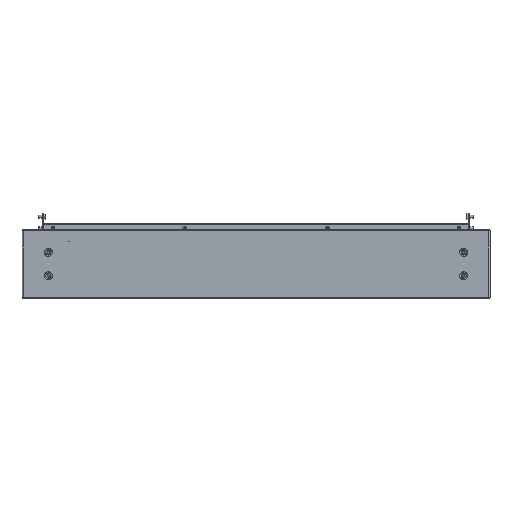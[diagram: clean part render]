
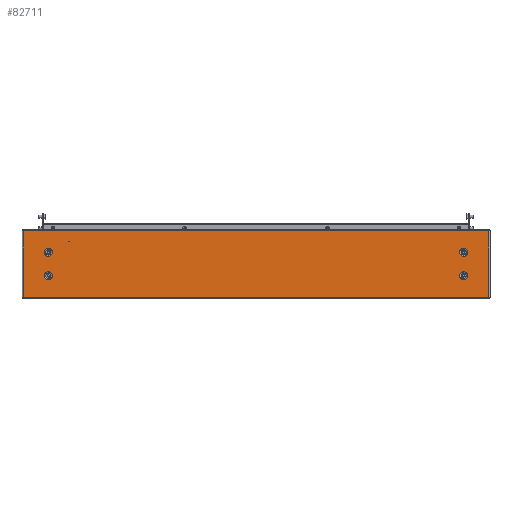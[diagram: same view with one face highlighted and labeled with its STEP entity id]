
A CAD part, top view. The second image highlights one B-rep face of the part: STEP entity #82711.
In plain terms, the highlighted planar face has unit normal (0, 0, 1).
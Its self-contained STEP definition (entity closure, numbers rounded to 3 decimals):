
#88 = CARTESIAN_POINT ( 'NONE',  ( 495.1, -71.529, 0. ) ) ;
#140 = CIRCLE ( 'NONE', #21140, 8.443 ) ;
#247 = DIRECTION ( 'NONE',  ( 0., 0., 1. ) ) ;
#509 = CARTESIAN_POINT ( 'NONE',  ( 441.5, -25., 0. ) ) ;
#1299 = DIRECTION ( 'NONE',  ( 0., 1., 0. ) ) ;
#1785 = CARTESIAN_POINT ( 'NONE',  ( 441.5, 25., 0. ) ) ;
#2160 = VECTOR ( 'NONE', #19094, 1000. ) ;
#2576 = VERTEX_POINT ( 'NONE', #56742 ) ;
#2609 = ORIENTED_EDGE ( 'NONE', *, *, #20633, .T. ) ;
#2650 = ORIENTED_EDGE ( 'NONE', *, *, #47423, .T. ) ;
#3394 = AXIS2_PLACEMENT_3D ( 'NONE', #19523, #247, #45773 ) ;
#3497 = CARTESIAN_POINT ( 'NONE',  ( -441.5, -25., 0. ) ) ;
#4567 = DIRECTION ( 'NONE',  ( 0., 0., 1. ) ) ;
#4624 = DIRECTION ( 'NONE',  ( 0., 0., 1. ) ) ;
#6590 = CIRCLE ( 'NONE', #66274, 8.443 ) ;
#6865 = EDGE_CURVE ( 'NONE', #19762, #75214, #45247, .T. ) ;
#7015 = DIRECTION ( 'NONE',  ( 0., 0., 1. ) ) ;
#7523 = CIRCLE ( 'NONE', #61400, 0.5 ) ;
#7801 = CARTESIAN_POINT ( 'NONE',  ( -495.1, 70.6, 0. ) ) ;
#8954 = AXIS2_PLACEMENT_3D ( 'NONE', #74222, #16603, #42513 ) ;
#9026 = CARTESIAN_POINT ( 'NONE',  ( -441.5, 25., 0. ) ) ;
#9742 = EDGE_CURVE ( 'NONE', #47221, #42581, #7523, .T. ) ;
#10221 = EDGE_CURVE ( 'NONE', #77761, #15164, #45203, .T. ) ;
#10345 = VERTEX_POINT ( 'NONE', #22491 ) ;
#10916 = CARTESIAN_POINT ( 'NONE',  ( -496.029, -70.6, 0. ) ) ;
#11333 = LINE ( 'NONE', #61386, #75103 ) ;
#11791 = EDGE_LOOP ( 'NONE', ( #25590, #2609, #32843, #44876 ) ) ;
#11893 = CARTESIAN_POINT ( 'NONE',  ( -441.5, -16.557, 0. ) ) ;
#13279 = ORIENTED_EDGE ( 'NONE', *, *, #6865, .F. ) ;
#14092 = AXIS2_PLACEMENT_3D ( 'NONE', #43239, #4567, #69491 ) ;
#14119 = CARTESIAN_POINT ( 'NONE',  ( 495.1, -70.6, 0. ) ) ;
#14345 = CIRCLE ( 'NONE', #70711, 0.5 ) ;
#14588 = CARTESIAN_POINT ( 'NONE',  ( 441.5, 16.557, 0. ) ) ;
#15164 = VERTEX_POINT ( 'NONE', #70595 ) ;
#15917 = VECTOR ( 'NONE', #56196, 1000. ) ;
#15949 = DIRECTION ( 'NONE',  ( -1., 0., 0. ) ) ;
#16603 = DIRECTION ( 'NONE',  ( 0., 0., 1. ) ) ;
#16806 = CARTESIAN_POINT ( 'NONE',  ( 441.5, -33.443, 0. ) ) ;
#17247 = CARTESIAN_POINT ( 'NONE',  ( 441.5, -16.557, 0. ) ) ;
#18914 = LINE ( 'NONE', #10916, #15917 ) ;
#19094 = DIRECTION ( 'NONE',  ( 0., 1., 0. ) ) ;
#19238 = DIRECTION ( 'NONE',  ( -1., 0., 0. ) ) ;
#19523 = CARTESIAN_POINT ( 'NONE',  ( -441.5, 25., 0. ) ) ;
#19762 = VERTEX_POINT ( 'NONE', #56013 ) ;
#20633 = EDGE_CURVE ( 'NONE', #2576, #62719, #18914, .T. ) ;
#21140 = AXIS2_PLACEMENT_3D ( 'NONE', #9026, #79930, #80494 ) ;
#21568 = DIRECTION ( 'NONE',  ( 0., 1., 0. ) ) ;
#21787 = ORIENTED_EDGE ( 'NONE', *, *, #10221, .F. ) ;
#22138 = EDGE_LOOP ( 'NONE', ( #48451, #36456 ) ) ;
#22491 = CARTESIAN_POINT ( 'NONE',  ( 495.1, 70.6, 0. ) ) ;
#22713 = DIRECTION ( 'NONE',  ( -1., 0., 0. ) ) ;
#22850 = AXIS2_PLACEMENT_3D ( 'NONE', #35949, #81157, #74433 ) ;
#23232 = CARTESIAN_POINT ( 'NONE',  ( -397.5, 48., 0. ) ) ;
#23498 = DIRECTION ( 'NONE',  ( 0., 1., 0. ) ) ;
#24746 = VERTEX_POINT ( 'NONE', #53563 ) ;
#25451 = AXIS2_PLACEMENT_3D ( 'NONE', #27571, #79245, #1299 ) ;
#25590 = ORIENTED_EDGE ( 'NONE', *, *, #78206, .T. ) ;
#25663 = AXIS2_PLACEMENT_3D ( 'NONE', #3497, #4624, #23498 ) ;
#27571 = CARTESIAN_POINT ( 'NONE',  ( 441.5, -25., 0. ) ) ;
#29344 = CIRCLE ( 'NONE', #53542, 8.443 ) ;
#29415 = EDGE_CURVE ( 'NONE', #62719, #10345, #43471, .T. ) ;
#29480 = PLANE ( 'NONE',  #22850 ) ;
#29775 = EDGE_CURVE ( 'NONE', #75214, #19762, #74350, .T. ) ;
#31063 = FACE_OUTER_BOUND ( 'NONE', #11791, .T. ) ;
#31890 = DIRECTION ( 'NONE',  ( 0., 0., -1. ) ) ;
#32843 = ORIENTED_EDGE ( 'NONE', *, *, #29415, .T. ) ;
#33798 = ORIENTED_EDGE ( 'NONE', *, *, #81345, .F. ) ;
#33882 = EDGE_CURVE ( 'NONE', #24746, #44957, #55420, .T. ) ;
#34263 = ORIENTED_EDGE ( 'NONE', *, *, #71465, .F. ) ;
#35949 = CARTESIAN_POINT ( 'NONE',  ( 0., 0., 0. ) ) ;
#36456 = ORIENTED_EDGE ( 'NONE', *, *, #33882, .F. ) ;
#40780 = EDGE_CURVE ( 'NONE', #52005, #77789, #29344, .T. ) ;
#40797 = CARTESIAN_POINT ( 'NONE',  ( -441.5, 33.443, 0. ) ) ;
#42513 = DIRECTION ( 'NONE',  ( 0., 1., 0. ) ) ;
#42581 = VERTEX_POINT ( 'NONE', #50073 ) ;
#43239 = CARTESIAN_POINT ( 'NONE',  ( -441.5, -25., 0. ) ) ;
#43471 = LINE ( 'NONE', #88, #2160 ) ;
#43985 = EDGE_CURVE ( 'NONE', #44957, #24746, #140, .T. ) ;
#44284 = CIRCLE ( 'NONE', #25451, 8.443 ) ;
#44876 = ORIENTED_EDGE ( 'NONE', *, *, #45891, .T. ) ;
#44957 = VERTEX_POINT ( 'NONE', #40797 ) ;
#45203 = CIRCLE ( 'NONE', #8954, 8.443 ) ;
#45247 = CIRCLE ( 'NONE', #14092, 8.443 ) ;
#45773 = DIRECTION ( 'NONE',  ( 0., 1., 0. ) ) ;
#45891 = EDGE_CURVE ( 'NONE', #10345, #80702, #11333, .T. ) ;
#46277 = FACE_BOUND ( 'NONE', #22138, .T. ) ;
#47048 = DIRECTION ( 'NONE',  ( 0., 0., 1. ) ) ;
#47221 = VERTEX_POINT ( 'NONE', #60489 ) ;
#47250 = FACE_BOUND ( 'NONE', #73345, .T. ) ;
#47423 = EDGE_CURVE ( 'NONE', #42581, #47221, #14345, .T. ) ;
#48451 = ORIENTED_EDGE ( 'NONE', *, *, #43985, .F. ) ;
#50073 = CARTESIAN_POINT ( 'NONE',  ( -397., 48., 0. ) ) ;
#50172 = ORIENTED_EDGE ( 'NONE', *, *, #40780, .F. ) ;
#50358 = CARTESIAN_POINT ( 'NONE',  ( -397.5, 48., 0. ) ) ;
#52005 = VERTEX_POINT ( 'NONE', #17247 ) ;
#53414 = DIRECTION ( 'NONE',  ( 0., -1., 0. ) ) ;
#53542 = AXIS2_PLACEMENT_3D ( 'NONE', #509, #7015, #65766 ) ;
#53563 = CARTESIAN_POINT ( 'NONE',  ( -441.5, 16.557, 0. ) ) ;
#55420 = CIRCLE ( 'NONE', #3394, 8.443 ) ;
#56013 = CARTESIAN_POINT ( 'NONE',  ( -441.5, -33.443, 0. ) ) ;
#56196 = DIRECTION ( 'NONE',  ( 1., 0., 0. ) ) ;
#56742 = CARTESIAN_POINT ( 'NONE',  ( -495.1, -70.6, 0. ) ) ;
#57442 = VECTOR ( 'NONE', #53414, 1000. ) ;
#58429 = ORIENTED_EDGE ( 'NONE', *, *, #29775, .F. ) ;
#60328 = FACE_BOUND ( 'NONE', #63146, .T. ) ;
#60489 = CARTESIAN_POINT ( 'NONE',  ( -398., 48., 0. ) ) ;
#61386 = CARTESIAN_POINT ( 'NONE',  ( 496.029, 70.6, 0. ) ) ;
#61400 = AXIS2_PLACEMENT_3D ( 'NONE', #23232, #68163, #15949 ) ;
#62530 = EDGE_LOOP ( 'NONE', ( #50172, #33798 ) ) ;
#62719 = VERTEX_POINT ( 'NONE', #14119 ) ;
#63146 = EDGE_LOOP ( 'NONE', ( #58429, #13279 ) ) ;
#64370 = FACE_BOUND ( 'NONE', #62530, .T. ) ;
#64839 = EDGE_LOOP ( 'NONE', ( #65503, #2650 ) ) ;
#65503 = ORIENTED_EDGE ( 'NONE', *, *, #9742, .T. ) ;
#65766 = DIRECTION ( 'NONE',  ( 0., 1., 0. ) ) ;
#66274 = AXIS2_PLACEMENT_3D ( 'NONE', #1785, #47048, #21568 ) ;
#68163 = DIRECTION ( 'NONE',  ( 0., 0., -1. ) ) ;
#69491 = DIRECTION ( 'NONE',  ( 0., 1., 0. ) ) ;
#70595 = CARTESIAN_POINT ( 'NONE',  ( 441.5, 33.443, 0. ) ) ;
#70711 = AXIS2_PLACEMENT_3D ( 'NONE', #50358, #31890, #19238 ) ;
#71465 = EDGE_CURVE ( 'NONE', #15164, #77761, #6590, .T. ) ;
#73345 = EDGE_LOOP ( 'NONE', ( #34263, #21787 ) ) ;
#74222 = CARTESIAN_POINT ( 'NONE',  ( 441.5, 25., 0. ) ) ;
#74350 = CIRCLE ( 'NONE', #25663, 8.443 ) ;
#74433 = DIRECTION ( 'NONE',  ( 1., 0., 0. ) ) ;
#75103 = VECTOR ( 'NONE', #22713, 1000. ) ;
#75214 = VERTEX_POINT ( 'NONE', #11893 ) ;
#77761 = VERTEX_POINT ( 'NONE', #14588 ) ;
#77789 = VERTEX_POINT ( 'NONE', #16806 ) ;
#78206 = EDGE_CURVE ( 'NONE', #80702, #2576, #78654, .T. ) ;
#78654 = LINE ( 'NONE', #79595, #57442 ) ;
#79245 = DIRECTION ( 'NONE',  ( 0., 0., 1. ) ) ;
#79595 = CARTESIAN_POINT ( 'NONE',  ( -495.1, 71.529, 0. ) ) ;
#79930 = DIRECTION ( 'NONE',  ( 0., 0., 1. ) ) ;
#80494 = DIRECTION ( 'NONE',  ( 0., 1., 0. ) ) ;
#80702 = VERTEX_POINT ( 'NONE', #7801 ) ;
#81157 = DIRECTION ( 'NONE',  ( 0., 0., 1. ) ) ;
#81345 = EDGE_CURVE ( 'NONE', #77789, #52005, #44284, .T. ) ;
#81568 = FACE_BOUND ( 'NONE', #64839, .T. ) ;
#82711 = ADVANCED_FACE ( 'NONE', ( #81568, #64370, #60328, #47250, #46277, #31063 ), #29480, .T. ) ;
